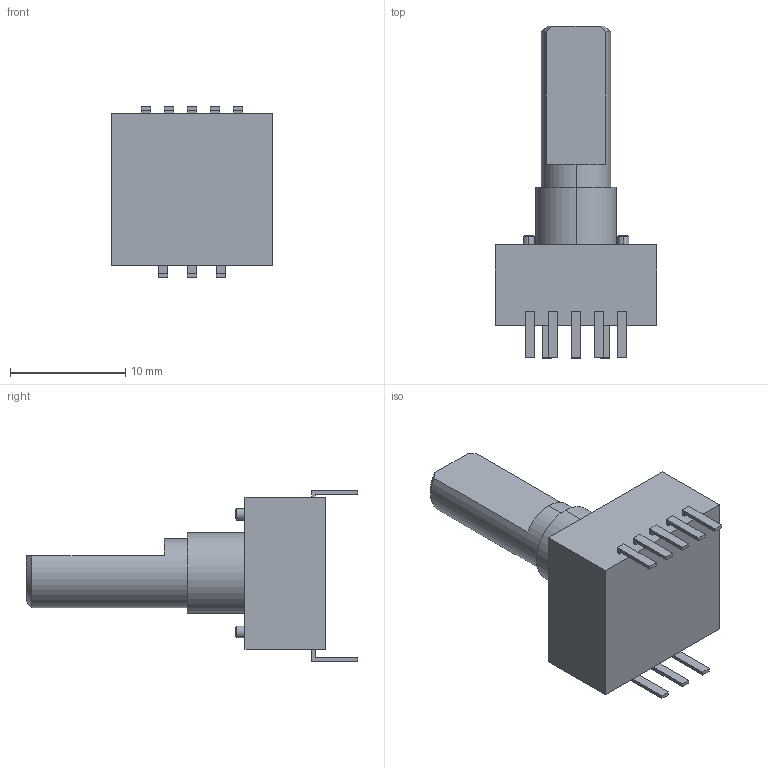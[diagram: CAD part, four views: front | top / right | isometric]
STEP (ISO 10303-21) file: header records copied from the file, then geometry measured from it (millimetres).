
FILE_DESCRIPTION (( 'STEP AP203' ), '1' );
FILE_NAME ('PEL12T.STEP', '2019-05-06T04:48:19', ( '' ), ( '' ), 'SwSTEP 2.0', 'SolidWorks 2019', '' );
FILE_SCHEMA (( 'CONFIG_CONTROL_DESIGN' ));
Length unit declared in the file: millimetre
Products named in the file (1): PEL12T
Bounding box: 14 x 28.8 x 14.8 mm (x, y, z)
Volume: 1823.8 mm3; surface area: 1189.8 mm2
Topology: 1 solids, 1 shells, 82 faces, 199 edges, 131 vertices
Faces by surface type: plane 68, cylinder 8, cone 6
Entity records: 2446 total; most frequent: CARTESIAN_POINT 419, ORIENTED_EDGE 398, DIRECTION 387, EDGE_CURVE 199, VECTOR 173, LINE 173, VERTEX_POINT 131, AXIS2_PLACEMENT_3D 107
